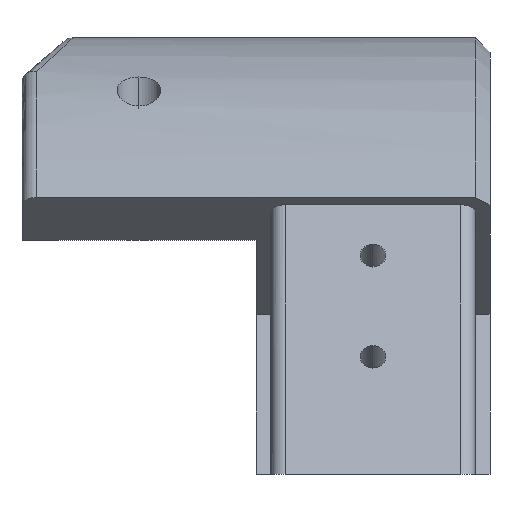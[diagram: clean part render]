
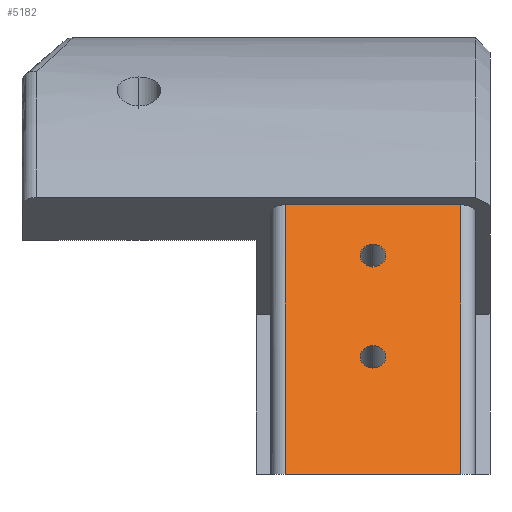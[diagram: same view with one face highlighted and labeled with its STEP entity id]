
A CAD part, left-side view. The second image highlights one B-rep face of the part: STEP entity #5182.
In plain terms, the highlighted planar face has unit normal (-0.866, 0, 0.5).
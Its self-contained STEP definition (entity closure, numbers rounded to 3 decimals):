
#196 = CIRCLE ( 'NONE', #2994, 1.75 ) ;
#360 = CARTESIAN_POINT ( 'NONE',  ( -0.999, -16., 14.556 ) ) ;
#381 = CARTESIAN_POINT ( 'NONE',  ( 7.876, -16., 29.928 ) ) ;
#513 = LINE ( 'NONE', #4391, #4393 ) ;
#633 = VERTEX_POINT ( 'NONE', #3485 ) ;
#642 = CARTESIAN_POINT ( 'NONE',  ( 11.876, -32., 36.856 ) ) ;
#682 = EDGE_LOOP ( 'NONE', ( #4251, #4048 ) ) ;
#814 = VERTEX_POINT ( 'NONE', #924 ) ;
#883 = DIRECTION ( 'NONE',  ( 0.5, 0., 0.866 ) ) ;
#924 = CARTESIAN_POINT ( 'NONE',  ( 11.876, -4., 36.856 ) ) ;
#951 = AXIS2_PLACEMENT_3D ( 'NONE', #4111, #5152, #4532 ) ;
#1002 = PLANE ( 'NONE',  #3319 ) ;
#1036 = DIRECTION ( 'NONE',  ( 0.866, 0., -0.5 ) ) ;
#1129 = ORIENTED_EDGE ( 'NONE', *, *, #5020, .T. ) ;
#1186 = ORIENTED_EDGE ( 'NONE', *, *, #5594, .F. ) ;
#1244 = DIRECTION ( 'NONE',  ( 0.5, 0., 0.866 ) ) ;
#1336 = CARTESIAN_POINT ( 'NONE',  ( 7.001, -16., 28.413 ) ) ;
#1352 = ORIENTED_EDGE ( 'NONE', *, *, #4795, .T. ) ;
#1711 = DIRECTION ( 'NONE',  ( -0.866, 0., 0.5 ) ) ;
#1730 = CARTESIAN_POINT ( 'NONE',  ( 11.876, -32., 36.856 ) ) ;
#1788 = CARTESIAN_POINT ( 'NONE',  ( 8.751, -16., 31.444 ) ) ;
#1928 = EDGE_CURVE ( 'NONE', #814, #5258, #2921, .T. ) ;
#1989 = AXIS2_PLACEMENT_3D ( 'NONE', #5275, #2310, #2699 ) ;
#1997 = EDGE_CURVE ( 'NONE', #2888, #3162, #196, .T. ) ;
#2081 = DIRECTION ( 'NONE',  ( -0.5, 0., -0.866 ) ) ;
#2147 = CARTESIAN_POINT ( 'NONE',  ( 11.876, -28., 36.856 ) ) ;
#2161 = LINE ( 'NONE', #1730, #4498 ) ;
#2207 = ORIENTED_EDGE ( 'NONE', *, *, #4965, .F. ) ;
#2243 = VERTEX_POINT ( 'NONE', #3678 ) ;
#2310 = DIRECTION ( 'NONE',  ( -0.866, 0., 0.5 ) ) ;
#2385 = VERTEX_POINT ( 'NONE', #360 ) ;
#2521 = LINE ( 'NONE', #3235, #2593 ) ;
#2592 = AXIS2_PLACEMENT_3D ( 'NONE', #381, #1711, #883 ) ;
#2593 = VECTOR ( 'NONE', #1244, 1000. ) ;
#2611 = DIRECTION ( 'NONE',  ( -0.866, 0., 0.5 ) ) ;
#2699 = DIRECTION ( 'NONE',  ( 0.5, 0., 0.866 ) ) ;
#2803 = CIRCLE ( 'NONE', #1989, 1.75 ) ;
#2888 = VERTEX_POINT ( 'NONE', #1788 ) ;
#2921 = LINE ( 'NONE', #3408, #3983 ) ;
#2951 = DIRECTION ( 'NONE',  ( 0., 1., 0. ) ) ;
#2994 = AXIS2_PLACEMENT_3D ( 'NONE', #5080, #2611, #4262 ) ;
#3162 = VERTEX_POINT ( 'NONE', #1336 ) ;
#3235 = CARTESIAN_POINT ( 'NONE',  ( 11.876, -28., 36.856 ) ) ;
#3319 = AXIS2_PLACEMENT_3D ( 'NONE', #642, #1036, #4916 ) ;
#3408 = CARTESIAN_POINT ( 'NONE',  ( 11.876, -4., 36.856 ) ) ;
#3485 = CARTESIAN_POINT ( 'NONE',  ( -9.403, -28., 0. ) ) ;
#3634 = ORIENTED_EDGE ( 'NONE', *, *, #4223, .F. ) ;
#3678 = CARTESIAN_POINT ( 'NONE',  ( 0.751, -16., 17.587 ) ) ;
#3983 = VECTOR ( 'NONE', #2081, 1000. ) ;
#4048 = ORIENTED_EDGE ( 'NONE', *, *, #4110, .F. ) ;
#4097 = FACE_OUTER_BOUND ( 'NONE', #4200, .T. ) ;
#4110 = EDGE_CURVE ( 'NONE', #3162, #2888, #5031, .T. ) ;
#4111 = CARTESIAN_POINT ( 'NONE',  ( -0.124, -16., 16.072 ) ) ;
#4200 = EDGE_LOOP ( 'NONE', ( #1352, #5153, #3634, #1129 ) ) ;
#4223 = EDGE_CURVE ( 'NONE', #633, #5258, #513, .T. ) ;
#4251 = ORIENTED_EDGE ( 'NONE', *, *, #1997, .F. ) ;
#4262 = DIRECTION ( 'NONE',  ( 0.5, 0., 0.866 ) ) ;
#4391 = CARTESIAN_POINT ( 'NONE',  ( -9.403, -32., 0. ) ) ;
#4393 = VECTOR ( 'NONE', #5328, 1000. ) ;
#4498 = VECTOR ( 'NONE', #2951, 1000. ) ;
#4532 = DIRECTION ( 'NONE',  ( 0.5, 0., 0.866 ) ) ;
#4795 = EDGE_CURVE ( 'NONE', #5470, #814, #2161, .T. ) ;
#4857 = FACE_BOUND ( 'NONE', #5285, .T. ) ;
#4885 = CARTESIAN_POINT ( 'NONE',  ( -9.403, -4., 0. ) ) ;
#4916 = DIRECTION ( 'NONE',  ( -0.5, 0., -0.866 ) ) ;
#4965 = EDGE_CURVE ( 'NONE', #2243, #2385, #5583, .T. ) ;
#5020 = EDGE_CURVE ( 'NONE', #633, #5470, #2521, .T. ) ;
#5031 = CIRCLE ( 'NONE', #2592, 1.75 ) ;
#5080 = CARTESIAN_POINT ( 'NONE',  ( 7.876, -16., 29.928 ) ) ;
#5152 = DIRECTION ( 'NONE',  ( -0.866, 0., 0.5 ) ) ;
#5153 = ORIENTED_EDGE ( 'NONE', *, *, #1928, .T. ) ;
#5182 = ADVANCED_FACE ( 'NONE', ( #5341, #4857, #4097 ), #1002, .F. ) ;
#5258 = VERTEX_POINT ( 'NONE', #4885 ) ;
#5275 = CARTESIAN_POINT ( 'NONE',  ( -0.124, -16., 16.072 ) ) ;
#5285 = EDGE_LOOP ( 'NONE', ( #2207, #1186 ) ) ;
#5328 = DIRECTION ( 'NONE',  ( 0., 1., 0. ) ) ;
#5341 = FACE_BOUND ( 'NONE', #682, .T. ) ;
#5470 = VERTEX_POINT ( 'NONE', #2147 ) ;
#5583 = CIRCLE ( 'NONE', #951, 1.75 ) ;
#5594 = EDGE_CURVE ( 'NONE', #2385, #2243, #2803, .T. ) ;
